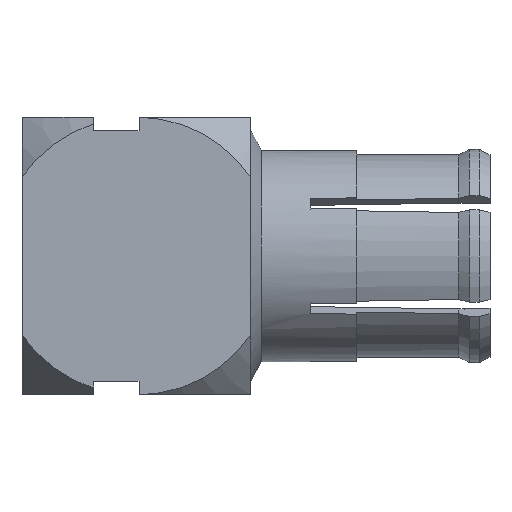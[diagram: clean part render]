
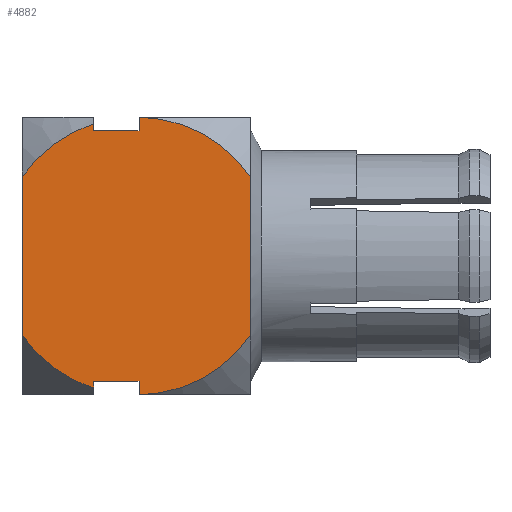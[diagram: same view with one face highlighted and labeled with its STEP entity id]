
A CAD part, left-side view. The second image highlights one B-rep face of the part: STEP entity #4882.
In plain terms, the highlighted planar face has unit normal (-1, 0, 0).
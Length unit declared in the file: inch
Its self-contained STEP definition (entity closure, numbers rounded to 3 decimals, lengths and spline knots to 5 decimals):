
#309 = AXIS2_PLACEMENT_3D ( 'NONE', #11106, #17938, #51554 ) ;
#529 = LINE ( 'NONE', #40537, #66360 ) ;
#681 = EDGE_CURVE ( 'NONE', #45305, #17113, #31920, .T. ) ;
#1044 = CARTESIAN_POINT ( 'NONE',  ( -0.1056, 0.1634, 0.102 ) ) ;
#1828 = DIRECTION ( 'NONE',  ( 0., 0., -1. ) ) ;
#3754 = CARTESIAN_POINT ( 'NONE',  ( -0.1056, 0.1968, -0.092 ) ) ;
#4843 = LINE ( 'NONE', #1044, #61731 ) ;
#4882 = ADVANCED_FACE ( 'NONE', ( #54759 ), #81943, .F. ) ;
#5305 = EDGE_LOOP ( 'NONE', ( #45630, #28492, #45853, #42179, #65240, #69871, #84620, #44786, #71053, #30607, #23861, #14309 ) ) ;
#5452 = CARTESIAN_POINT ( 'NONE',  ( -0.10559, 0.1634, -0.10199 ) ) ;
#5607 = VERTEX_POINT ( 'NONE', #60439 ) ;
#6879 = CARTESIAN_POINT ( 'NONE',  ( -0.1056, 0.0813, -0.092 ) ) ;
#7053 = DIRECTION ( 'NONE',  ( 0., 0., 1. ) ) ;
#7240 = VERTEX_POINT ( 'NONE', #46334 ) ;
#8446 = LINE ( 'NONE', #21747, #20691 ) ;
#8789 = CARTESIAN_POINT ( 'NONE',  ( -0.1056, 0.1968, 0.102 ) ) ;
#11106 = CARTESIAN_POINT ( 'NONE',  ( -0.1056, 0.1653, 0. ) ) ;
#11512 = AXIS2_PLACEMENT_3D ( 'NONE', #21870, #47317, #41275 ) ;
#11795 = VERTEX_POINT ( 'NONE', #73876 ) ;
#13851 = DIRECTION ( 'NONE',  ( 1., 0., 0. ) ) ;
#14309 = ORIENTED_EDGE ( 'NONE', *, *, #53016, .F. ) ;
#14490 = EDGE_CURVE ( 'NONE', #17113, #19138, #529, .T. ) ;
#14889 = EDGE_CURVE ( 'NONE', #45846, #40784, #60879, .T. ) ;
#17113 = VERTEX_POINT ( 'NONE', #55179 ) ;
#17938 = DIRECTION ( 'NONE',  ( -1., 0., 0. ) ) ;
#19138 = VERTEX_POINT ( 'NONE', #52453 ) ;
#20016 = VERTEX_POINT ( 'NONE', #5452 ) ;
#20691 = VECTOR ( 'NONE', #48869, 39.37008 ) ;
#21747 = CARTESIAN_POINT ( 'NONE',  ( -0.1056, 0.1634, 0.102 ) ) ;
#21870 = CARTESIAN_POINT ( 'NONE',  ( -0.1056, 0.1653, 0. ) ) ;
#23861 = ORIENTED_EDGE ( 'NONE', *, *, #73878, .T. ) ;
#23977 = CARTESIAN_POINT ( 'NONE',  ( -0.1056, 0.0813, 0.092 ) ) ;
#24579 = VECTOR ( 'NONE', #31856, 39.37008 ) ;
#25488 = VECTOR ( 'NONE', #52349, 39.37008 ) ;
#28492 = ORIENTED_EDGE ( 'NONE', *, *, #48409, .T. ) ;
#28764 = EDGE_CURVE ( 'NONE', #20016, #84624, #4843, .T. ) ;
#28879 = CARTESIAN_POINT ( 'NONE',  ( -0.1056, 0.0813, 0.102 ) ) ;
#30607 = ORIENTED_EDGE ( 'NONE', *, *, #14889, .T. ) ;
#31103 = EDGE_CURVE ( 'NONE', #39536, #7240, #76632, .T. ) ;
#31856 = DIRECTION ( 'NONE',  ( 0., -1., 0. ) ) ;
#31920 = CIRCLE ( 'NONE', #38806, 0.102 ) ;
#32532 = CARTESIAN_POINT ( 'NONE',  ( -0.1056, 0.2493, 0.102 ) ) ;
#32605 = DIRECTION ( 'NONE',  ( 0., 1., 0. ) ) ;
#33869 = VERTEX_POINT ( 'NONE', #3754 ) ;
#34629 = DIRECTION ( 'NONE',  ( 0., 0., 1. ) ) ;
#38077 = CARTESIAN_POINT ( 'NONE',  ( -0.1056, 0.1968, 0.102 ) ) ;
#38320 = LINE ( 'NONE', #6879, #24579 ) ;
#38716 = VECTOR ( 'NONE', #56183, 39.37008 ) ;
#38806 = AXIS2_PLACEMENT_3D ( 'NONE', #43888, #55968, #70653 ) ;
#39536 = VERTEX_POINT ( 'NONE', #67323 ) ;
#40537 = CARTESIAN_POINT ( 'NONE',  ( -0.1056, 0.0813, 0.102 ) ) ;
#40784 = VERTEX_POINT ( 'NONE', #61078 ) ;
#41275 = DIRECTION ( 'NONE',  ( 0., 0., -1. ) ) ;
#41816 = DIRECTION ( 'NONE',  ( 1., 0., 0. ) ) ;
#41907 = AXIS2_PLACEMENT_3D ( 'NONE', #28879, #41816, #1828 ) ;
#42179 = ORIENTED_EDGE ( 'NONE', *, *, #62038, .F. ) ;
#42703 = CIRCLE ( 'NONE', #82677, 0.102 ) ;
#43888 = CARTESIAN_POINT ( 'NONE',  ( -0.1056, 0.1653, 0. ) ) ;
#44526 = LINE ( 'NONE', #38077, #38716 ) ;
#44786 = ORIENTED_EDGE ( 'NONE', *, *, #31103, .T. ) ;
#45026 = LINE ( 'NONE', #32532, #25488 ) ;
#45305 = VERTEX_POINT ( 'NONE', #62335 ) ;
#45630 = ORIENTED_EDGE ( 'NONE', *, *, #59749, .F. ) ;
#45846 = VERTEX_POINT ( 'NONE', #65021 ) ;
#45853 = ORIENTED_EDGE ( 'NONE', *, *, #28764, .F. ) ;
#46132 = DIRECTION ( 'NONE',  ( 0., 0., -1. ) ) ;
#46334 = CARTESIAN_POINT ( 'NONE',  ( -0.1056, 0.1968, 0.092 ) ) ;
#46570 = CARTESIAN_POINT ( 'NONE',  ( -0.1056, 0.1653, 0. ) ) ;
#47317 = DIRECTION ( 'NONE',  ( 1., 0., 0. ) ) ;
#48409 = EDGE_CURVE ( 'NONE', #33869, #84624, #38320, .T. ) ;
#48869 = DIRECTION ( 'NONE',  ( 0., 0., -1. ) ) ;
#51554 = DIRECTION ( 'NONE',  ( 0., 0., 1. ) ) ;
#52349 = DIRECTION ( 'NONE',  ( 0., 0., -1. ) ) ;
#52428 = EDGE_CURVE ( 'NONE', #45305, #39536, #8446, .T. ) ;
#52453 = CARTESIAN_POINT ( 'NONE',  ( -0.1056, 0.0813, -0.05786 ) ) ;
#53016 = EDGE_CURVE ( 'NONE', #5607, #11795, #42703, .T. ) ;
#54348 = EDGE_CURVE ( 'NONE', #7240, #45846, #60949, .T. ) ;
#54759 = FACE_OUTER_BOUND ( 'NONE', #5305, .T. ) ;
#55179 = CARTESIAN_POINT ( 'NONE',  ( -0.1056, 0.0813, 0.05786 ) ) ;
#55968 = DIRECTION ( 'NONE',  ( 1., 0., 0. ) ) ;
#56183 = DIRECTION ( 'NONE',  ( 0., 0., -1. ) ) ;
#58967 = VECTOR ( 'NONE', #32605, 39.37008 ) ;
#59749 = EDGE_CURVE ( 'NONE', #33869, #5607, #44526, .T. ) ;
#60397 = DIRECTION ( 'NONE',  ( 0., 0., -1. ) ) ;
#60439 = CARTESIAN_POINT ( 'NONE',  ( -0.1056, 0.1968, -0.09701 ) ) ;
#60879 = CIRCLE ( 'NONE', #309, 0.102 ) ;
#60949 = LINE ( 'NONE', #8789, #82745 ) ;
#61078 = CARTESIAN_POINT ( 'NONE',  ( -0.1056, 0.2493, 0.05786 ) ) ;
#61731 = VECTOR ( 'NONE', #7053, 39.37008 ) ;
#62038 = EDGE_CURVE ( 'NONE', #19138, #20016, #76243, .T. ) ;
#62335 = CARTESIAN_POINT ( 'NONE',  ( -0.10559, 0.1634, 0.10199 ) ) ;
#65021 = CARTESIAN_POINT ( 'NONE',  ( -0.1056, 0.1968, 0.09701 ) ) ;
#65240 = ORIENTED_EDGE ( 'NONE', *, *, #14490, .F. ) ;
#66360 = VECTOR ( 'NONE', #46132, 39.37008 ) ;
#67323 = CARTESIAN_POINT ( 'NONE',  ( -0.1056, 0.1634, 0.092 ) ) ;
#69871 = ORIENTED_EDGE ( 'NONE', *, *, #681, .F. ) ;
#70653 = DIRECTION ( 'NONE',  ( 0., 0., -1. ) ) ;
#71053 = ORIENTED_EDGE ( 'NONE', *, *, #54348, .T. ) ;
#73473 = CARTESIAN_POINT ( 'NONE',  ( -0.1056, 0.1634, -0.092 ) ) ;
#73876 = CARTESIAN_POINT ( 'NONE',  ( -0.1056, 0.2493, -0.05786 ) ) ;
#73878 = EDGE_CURVE ( 'NONE', #40784, #11795, #45026, .T. ) ;
#76243 = CIRCLE ( 'NONE', #11512, 0.102 ) ;
#76632 = LINE ( 'NONE', #23977, #58967 ) ;
#81943 = PLANE ( 'NONE',  #41907 ) ;
#82677 = AXIS2_PLACEMENT_3D ( 'NONE', #46570, #13851, #60397 ) ;
#82745 = VECTOR ( 'NONE', #34629, 39.37008 ) ;
#84620 = ORIENTED_EDGE ( 'NONE', *, *, #52428, .T. ) ;
#84624 = VERTEX_POINT ( 'NONE', #73473 ) ;
